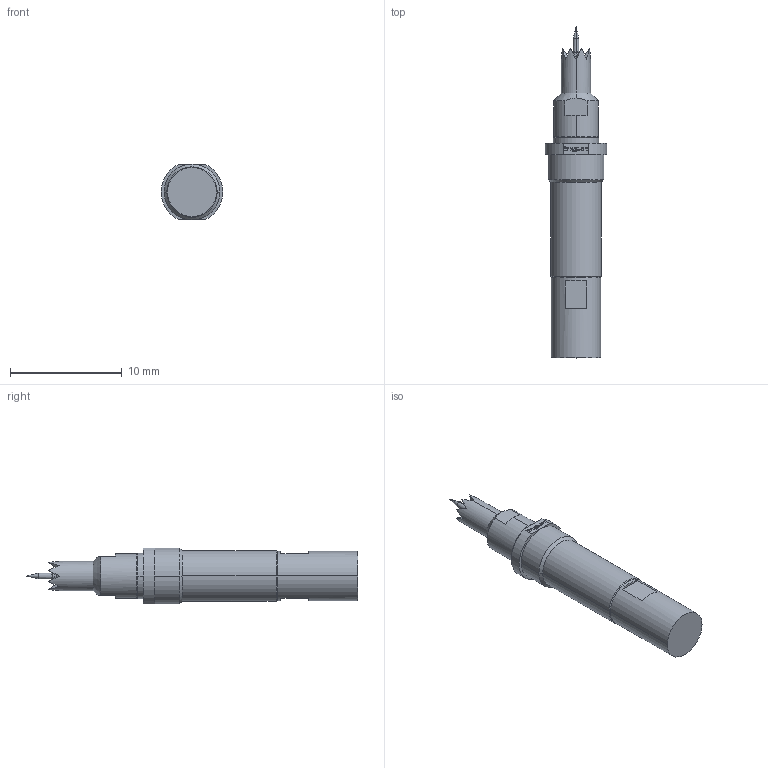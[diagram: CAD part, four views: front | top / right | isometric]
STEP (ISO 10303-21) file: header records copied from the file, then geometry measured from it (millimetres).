
FILE_DESCRIPTION (( 'STEP AP203' ), '1' );
FILE_NAME ('INGUN_HFS-4x0_201_051_A_xx06_M.STEP', '2022-04-26T12:23:35', ( 'ochi' ), ( '' ), 'SwSTEP 2.0', 'SolidWorks 2018', '' );
FILE_SCHEMA (( 'CONFIG_CONTROL_DESIGN' ));
Length unit declared in the file: millimetre
Products named in the file (1): INGUN_HFS-4x0_201_051_A_xx06_M
Bounding box: 5.5 x 29.7 x 5 mm (x, y, z)
Volume: 384.1 mm3; surface area: 414.4 mm2
Topology: 1 solids, 1 shells, 134 faces, 338 edges, 218 vertices
Faces by surface type: plane 74, cylinder 24, bspline 22, cone 14
Entity records: 4440 total; most frequent: CARTESIAN_POINT 1470, ORIENTED_EDGE 672, DIRECTION 491, EDGE_CURVE 336, VERTEX_POINT 218, AXIS2_PLACEMENT_3D 171, LINE 149, VECTOR 149
